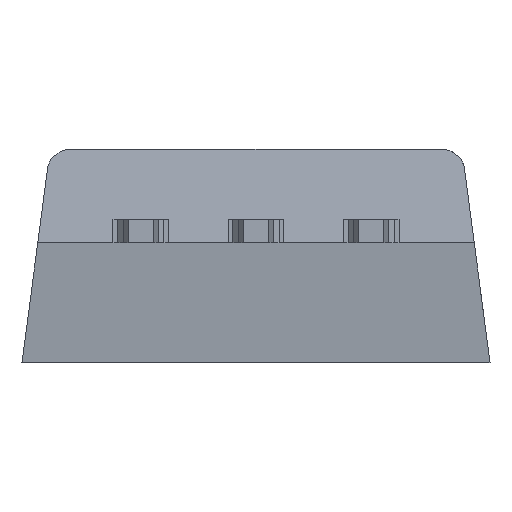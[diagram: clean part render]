
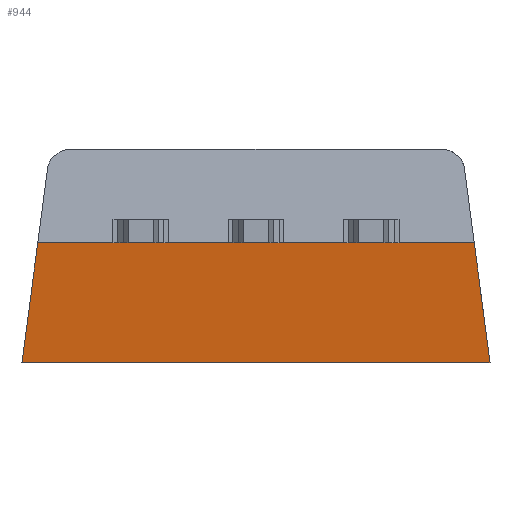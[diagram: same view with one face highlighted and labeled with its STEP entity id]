
A CAD part, front view. The second image highlights one B-rep face of the part: STEP entity #944.
In plain terms, the highlighted planar face has unit normal (0, -0.994, -0.109).
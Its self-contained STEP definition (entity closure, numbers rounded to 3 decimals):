
#53 = DIRECTION ( 'NONE',  ( -1., 0., 0. ) ) ;
#74 = LINE ( 'NONE', #1520, #1434 ) ;
#103 = EDGE_LOOP ( 'NONE', ( #946, #1115, #985, #997 ) ) ;
#115 = VERTEX_POINT ( 'NONE', #1922 ) ;
#230 = VERTEX_POINT ( 'NONE', #713 ) ;
#659 = CARTESIAN_POINT ( 'NONE',  ( -4.815, 3.57, -0.258 ) ) ;
#697 = LINE ( 'NONE', #1432, #2047 ) ;
#713 = CARTESIAN_POINT ( 'NONE',  ( 5.162, 3.86, -2.898 ) ) ;
#719 = PLANE ( 'NONE',  #931 ) ;
#931 = AXIS2_PLACEMENT_3D ( 'NONE', #2143, #2320, #1440 ) ;
#944 = ADVANCED_FACE ( 'NONE', ( #1803 ), #719, .F. ) ;
#946 = ORIENTED_EDGE ( 'NONE', *, *, #2323, .T. ) ;
#950 = CARTESIAN_POINT ( 'NONE',  ( 5.162, 3.86, -2.898 ) ) ;
#974 = VECTOR ( 'NONE', #53, 1000. ) ;
#985 = ORIENTED_EDGE ( 'NONE', *, *, #1187, .F. ) ;
#997 = ORIENTED_EDGE ( 'NONE', *, *, #1557, .T. ) ;
#1115 = ORIENTED_EDGE ( 'NONE', *, *, #1723, .T. ) ;
#1130 = LINE ( 'NONE', #950, #974 ) ;
#1187 = EDGE_CURVE ( 'NONE', #230, #1501, #1130, .T. ) ;
#1244 = DIRECTION ( 'NONE',  ( -0.13, 0.108, -0.986 ) ) ;
#1249 = VECTOR ( 'NONE', #1414, 1000. ) ;
#1349 = DIRECTION ( 'NONE',  ( -0.13, -0.108, 0.986 ) ) ;
#1389 = VERTEX_POINT ( 'NONE', #659 ) ;
#1414 = DIRECTION ( 'NONE',  ( -1., 0., 0. ) ) ;
#1432 = CARTESIAN_POINT ( 'NONE',  ( -4.989, 3.715, -1.577 ) ) ;
#1434 = VECTOR ( 'NONE', #1349, 1000. ) ;
#1440 = DIRECTION ( 'NONE',  ( 0., -0.109, 0.994 ) ) ;
#1501 = VERTEX_POINT ( 'NONE', #1993 ) ;
#1520 = CARTESIAN_POINT ( 'NONE',  ( 5.162, 3.86, -2.898 ) ) ;
#1557 = EDGE_CURVE ( 'NONE', #230, #115, #74, .T. ) ;
#1723 = EDGE_CURVE ( 'NONE', #1389, #1501, #697, .T. ) ;
#1761 = LINE ( 'NONE', #2160, #1249 ) ;
#1803 = FACE_OUTER_BOUND ( 'NONE', #103, .T. ) ;
#1922 = CARTESIAN_POINT ( 'NONE',  ( 4.815, 3.57, -0.258 ) ) ;
#1993 = CARTESIAN_POINT ( 'NONE',  ( -5.162, 3.86, -2.897 ) ) ;
#2047 = VECTOR ( 'NONE', #1244, 1000. ) ;
#2143 = CARTESIAN_POINT ( 'NONE',  ( 5.162, 3.86, -2.898 ) ) ;
#2160 = CARTESIAN_POINT ( 'NONE',  ( 5.162, 3.57, -0.258 ) ) ;
#2320 = DIRECTION ( 'NONE',  ( 0., 0.994, 0.109 ) ) ;
#2323 = EDGE_CURVE ( 'NONE', #115, #1389, #1761, .T. ) ;
